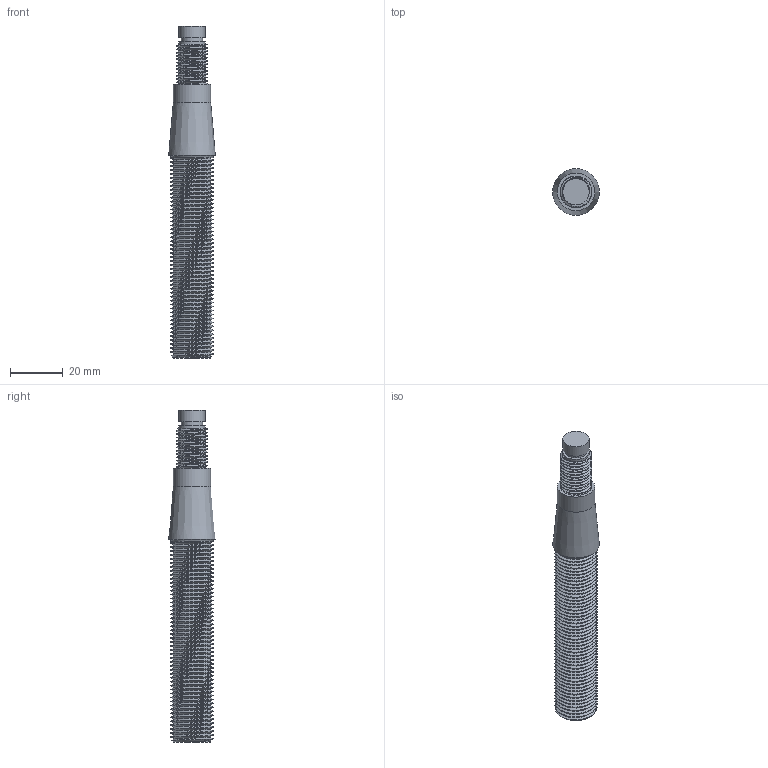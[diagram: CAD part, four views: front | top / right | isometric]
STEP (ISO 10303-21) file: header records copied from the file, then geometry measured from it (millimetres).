
FILE_DESCRIPTION(('FreeCAD Model'),'2;1');
FILE_NAME('Open CASCADE Shape Model','2025-12-20T04:01:37',(''),(''), 'Open CASCADE STEP processor 7.8','FreeCAD','Unknown');
FILE_SCHEMA(('AUTOMOTIVE_DESIGN { 1 0 10303 214 1 1 1 1 }'));
Length unit declared in the file: millimetre
Products named in the file (1): Body
Bounding box: 17.7 x 17.7 x 125.85 mm (x, y, z)
Volume: 20722.1 mm3; surface area: 8886.3 mm2
Topology: 1 solids, 1 shells, 275 faces, 549 edges, 282 vertices
Faces by surface type: bspline 195, cylinder 69, plane 8, cone 2, torus 1
Full cylindrical faces by diameter (mm): 8 x1, 10 x2, 11.95 x12, 14.2 x1, 15.95 x49
Entity records: 25510 total; most frequent: CARTESIAN_POINT 21649, ORIENTED_EDGE 1098, EDGE_CURVE 549, B_SPLINE_CURVE_WITH_KNOTS 333, VERTEX_POINT 282, FACE_BOUND 281, EDGE_LOOP 281, ADVANCED_FACE 275
